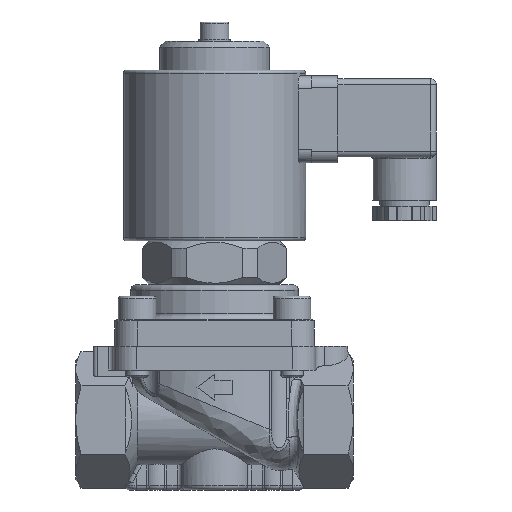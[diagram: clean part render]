
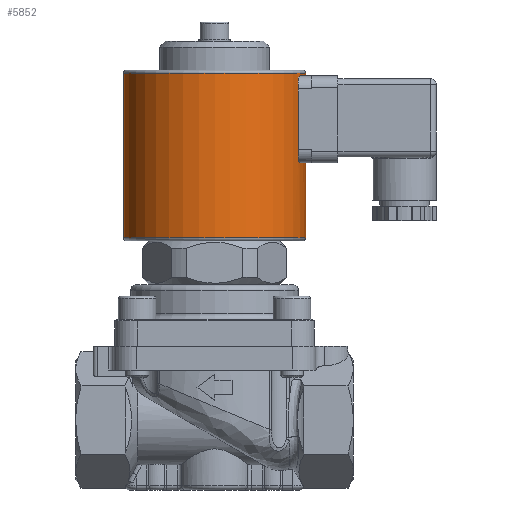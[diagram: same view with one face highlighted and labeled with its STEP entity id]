
A CAD part, left-side view. The second image highlights one B-rep face of the part: STEP entity #5852.
In plain terms, the highlighted cylindrical face has radius 31.5 mm (diameter 63 mm), a full revolution.
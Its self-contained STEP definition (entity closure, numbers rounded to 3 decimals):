
#191=B_SPLINE_CURVE_WITH_KNOTS('',3,(#8517,#8518,#8519,#8520,#8521,#8522),
 .UNSPECIFIED.,.F.,.F.,(4,2,4),(0.52,0.524,0.709),
 .UNSPECIFIED.);
#192=B_SPLINE_CURVE_WITH_KNOTS('',3,(#8535,#8536,#8537,#8538,#8539,#8540),
 .UNSPECIFIED.,.F.,.F.,(4,2,4),(0.692,0.877,0.881),
 .UNSPECIFIED.);
#193=B_SPLINE_CURVE_WITH_KNOTS('',3,(#8552,#8553,#8554,#8555,#8556,#8557),
 .UNSPECIFIED.,.F.,.F.,(4,2,4),(1.921,1.93,2.11),
 .UNSPECIFIED.);
#194=B_SPLINE_CURVE_WITH_KNOTS('',3,(#8570,#8571,#8572,#8573,#8574,#8575),
 .UNSPECIFIED.,.F.,.F.,(4,2,4),(2.093,2.278,2.282),
 .UNSPECIFIED.);
#315=CYLINDRICAL_SURFACE('',#6228,31.5);
#447=LINE('',#8525,#801);
#453=LINE('',#8560,#807);
#801=VECTOR('',#6873,29.25);
#807=VECTOR('',#6893,29.25);
#1148=FACE_BOUND('',#1570,.T.);
#1149=FACE_BOUND('',#1571,.T.);
#1218=FACE_OUTER_BOUND('',#1569,.T.);
#1569=EDGE_LOOP('',(#3761));
#1570=EDGE_LOOP('',(#3762));
#1571=EDGE_LOOP('',(#3763,#3764,#3765,#3766,#3767,#3768,#3769,#3770));
#1969=CIRCLE('',#6219,31.5);
#1970=CIRCLE('',#6224,31.5);
#1971=CIRCLE('',#6229,31.5);
#1972=CIRCLE('',#6230,31.5);
#2259=VERTEX_POINT('',#8508);
#2263=VERTEX_POINT('',#8515);
#2264=VERTEX_POINT('',#8524);
#2268=VERTEX_POINT('',#8534);
#2269=VERTEX_POINT('',#8543);
#2273=VERTEX_POINT('',#8550);
#2274=VERTEX_POINT('',#8559);
#2278=VERTEX_POINT('',#8569);
#2287=VERTEX_POINT('',#8620);
#2288=VERTEX_POINT('',#8622);
#2821=EDGE_CURVE('',#2259,#2263,#191,.T.);
#2822=EDGE_CURVE('',#2264,#2259,#447,.T.);
#2827=EDGE_CURVE('',#2268,#2264,#192,.T.);
#2833=EDGE_CURVE('',#2269,#2273,#193,.T.);
#2834=EDGE_CURVE('',#2274,#2269,#453,.T.);
#2839=EDGE_CURVE('',#2278,#2274,#194,.T.);
#2854=EDGE_CURVE('',#2273,#2268,#1969,.T.);
#2860=EDGE_CURVE('',#2263,#2278,#1970,.T.);
#2863=EDGE_CURVE('',#2287,#2287,#1971,.T.);
#2864=EDGE_CURVE('',#2288,#2288,#1972,.T.);
#3761=ORIENTED_EDGE('',*,*,#2863,.T.);
#3762=ORIENTED_EDGE('',*,*,#2864,.F.);
#3763=ORIENTED_EDGE('',*,*,#2821,.T.);
#3764=ORIENTED_EDGE('',*,*,#2860,.T.);
#3765=ORIENTED_EDGE('',*,*,#2839,.T.);
#3766=ORIENTED_EDGE('',*,*,#2834,.T.);
#3767=ORIENTED_EDGE('',*,*,#2833,.T.);
#3768=ORIENTED_EDGE('',*,*,#2854,.T.);
#3769=ORIENTED_EDGE('',*,*,#2827,.T.);
#3770=ORIENTED_EDGE('',*,*,#2822,.T.);
#5852=ADVANCED_FACE('',(#1218,#1148,#1149),#315,.T.);
#6219=AXIS2_PLACEMENT_3D('',#8603,#6930,#6931);
#6224=AXIS2_PLACEMENT_3D('',#8613,#6945,#6946);
#6228=AXIS2_PLACEMENT_3D('',#8619,#6955,#6956);
#6229=AXIS2_PLACEMENT_3D('',#8621,#6957,#6958);
#6230=AXIS2_PLACEMENT_3D('',#8623,#6959,#6960);
#6873=DIRECTION('',(0.,0.,-1.));
#6893=DIRECTION('',(0.,0.,1.));
#6930=DIRECTION('center_axis',(0.,0.,
1.));
#6931=DIRECTION('ref_axis',(0.,-1.,0.));
#6945=DIRECTION('center_axis',(0.,0.,
-1.));
#6946=DIRECTION('ref_axis',(0.,-1.,0.));
#6955=DIRECTION('center_axis',(0.,0.,
-1.));
#6956=DIRECTION('ref_axis',(0.,-1.,0.));
#6957=DIRECTION('center_axis',(0.,0.,
-1.));
#6958=DIRECTION('ref_axis',(0.,-1.,0.));
#6959=DIRECTION('center_axis',(0.,0.,
-1.));
#6960=DIRECTION('ref_axis',(0.,-1.,0.));
#8508=CARTESIAN_POINT('',(12.298,-29.,88.075));
#8515=CARTESIAN_POINT('',(10.5,-29.698,87.7));
#8517=CARTESIAN_POINT('Ctrl Pts',(12.298,-29.,88.075));
#8518=CARTESIAN_POINT('Ctrl Pts',(12.284,-29.006,88.069));
#8519=CARTESIAN_POINT('Ctrl Pts',(12.27,-29.012,88.063));
#8520=CARTESIAN_POINT('Ctrl Pts',(11.694,-29.255,87.818));
#8521=CARTESIAN_POINT('Ctrl Pts',(11.08,-29.493,87.7));
#8522=CARTESIAN_POINT('Ctrl Pts',(10.5,-29.698,87.7));
#8524=CARTESIAN_POINT('',(12.298,-29.,117.325));
#8525=CARTESIAN_POINT('',(12.298,-29.,90.2));
#8534=CARTESIAN_POINT('',(10.5,-29.698,117.7));
#8535=CARTESIAN_POINT('Ctrl Pts',(10.5,-29.698,117.7));
#8536=CARTESIAN_POINT('Ctrl Pts',(11.08,-29.493,117.7));
#8537=CARTESIAN_POINT('Ctrl Pts',(11.694,-29.255,117.582));
#8538=CARTESIAN_POINT('Ctrl Pts',(12.27,-29.012,117.337));
#8539=CARTESIAN_POINT('Ctrl Pts',(12.284,-29.006,117.331));
#8540=CARTESIAN_POINT('Ctrl Pts',(12.298,-29.,117.325));
#8543=CARTESIAN_POINT('',(-12.298,-29.,117.325));
#8550=CARTESIAN_POINT('',(-10.5,-29.698,117.7));
#8552=CARTESIAN_POINT('Ctrl Pts',(-12.298,-29.,117.325));
#8553=CARTESIAN_POINT('Ctrl Pts',(-12.273,-29.011,117.336));
#8554=CARTESIAN_POINT('Ctrl Pts',(-12.247,-29.022,117.347));
#8555=CARTESIAN_POINT('Ctrl Pts',(-11.668,-29.265,117.587));
#8556=CARTESIAN_POINT('Ctrl Pts',(-11.068,-29.498,117.7));
#8557=CARTESIAN_POINT('Ctrl Pts',(-10.5,-29.698,117.7));
#8559=CARTESIAN_POINT('',(-12.298,-29.,88.075));
#8560=CARTESIAN_POINT('',(-12.298,-29.,90.2));
#8569=CARTESIAN_POINT('',(-10.5,-29.698,87.7));
#8570=CARTESIAN_POINT('Ctrl Pts',(-10.5,-29.698,87.7));
#8571=CARTESIAN_POINT('Ctrl Pts',(-11.08,-29.493,87.7));
#8572=CARTESIAN_POINT('Ctrl Pts',(-11.694,-29.255,87.818));
#8573=CARTESIAN_POINT('Ctrl Pts',(-12.27,-29.012,88.063));
#8574=CARTESIAN_POINT('Ctrl Pts',(-12.284,-29.006,88.069));
#8575=CARTESIAN_POINT('Ctrl Pts',(-12.298,-29.,88.075));
#8603=CARTESIAN_POINT('Origin',(0.,0.,
117.7));
#8613=CARTESIAN_POINT('Origin',(0.,0.,
87.7));
#8619=CARTESIAN_POINT('Origin',(0.,0.,
90.2));
#8620=CARTESIAN_POINT('',(0.,-31.5,118.7));
#8621=CARTESIAN_POINT('Origin',(0.,0.,
118.7));
#8622=CARTESIAN_POINT('',(0.,-31.5,61.7));
#8623=CARTESIAN_POINT('Origin',(0.,0.,
61.7));
